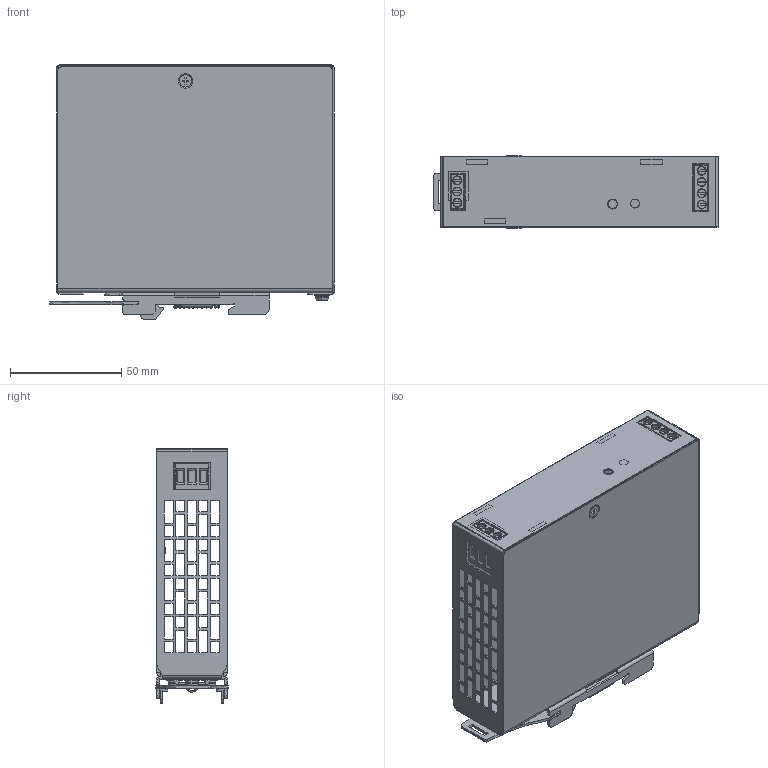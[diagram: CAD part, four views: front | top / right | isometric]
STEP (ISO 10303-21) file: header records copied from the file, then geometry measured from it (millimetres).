
FILE_DESCRIPTION((''),'2;1');
FILE_NAME('75W-ZP_SW0001','2022-02-23T14:23:02',('M00006898'),(''),'CREO PARAMETRIC BY PTC INC, 2017110','CREO PARAMETRIC BY PTC INC, 2017110','');
FILE_SCHEMA(('AUTOMOTIVE_DESIGN { 1 0 10303 214 1 1 1 1 }'));
Products named in the file (1): 75W-ZP_SW0001
Bounding box: 128 x 32.6 x 114.55 mm (x, y, z)
Volume: 60426.6 mm3; surface area: 88045.1 mm2
Topology: 7 solids, 7 shells, 1750 faces, 4698 edges, 2986 vertices
Faces by surface type: plane 1122, cylinder 417, bspline 82, torus 66, cone 48, sphere 15
Entity records: 93833 total; most frequent: CARTESIAN_POINT 47148, ORIENTED_EDGE 9366, DIRECTION 8370, EDGE_CURVE 4683, VECTOR 3320, LINE 3320, VERTEX_POINT 2986, AXIS2_PLACEMENT_3D 2525
